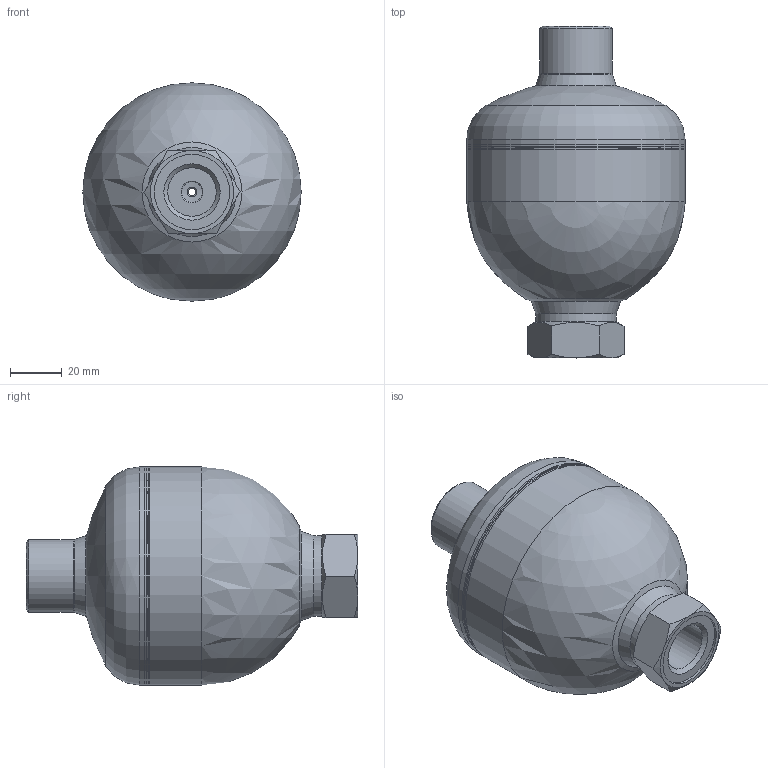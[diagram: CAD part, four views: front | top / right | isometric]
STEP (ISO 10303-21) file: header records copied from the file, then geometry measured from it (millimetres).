
FILE_DESCRIPTION((''),'2;1');
FILE_NAME('02209-01217.stp','2018-08-23T08:50:01',('M.Michel'),(''),'Autodesk Inventor 2010','Autodesk Inventor 2010','');
FILE_SCHEMA(('AUTOMOTIVE_DESIGN { 1 0 10303 214 1 1 1 1 }'));
Length unit declared in the file: millimetre
Products named in the file (6): 02209-01217; Welds_1; 42209-01215; 42202-00281; 42209-01216; 42202-01327
Assembly tree (5 placements, depth 2):
  02209-01217
    Welds_1
    42209-01215
    42202-00281
    42209-01216
    42202-01327
Bounding box: 84 x 127.68 x 84 mm (x, y, z)
Volume: 114463.5 mm3; surface area: 59909.6 mm2
Topology: 7 solids, 7 shells, 80 faces, 166 edges, 98 vertices
Faces by surface type: cone 28, bspline 14, plane 14, cylinder 13, torus 6, sphere 5
Full cylindrical faces by diameter (mm): 28 x2, 31 x2, 76 x1, 76.2 x2, 77.6 x1, 84 x5
Entity records: 2170 total; most frequent: CARTESIAN_POINT 589, DIRECTION 318, ORIENTED_EDGE 206, AXIS2_PLACEMENT_3D 156, EDGE_LOOP 148, EDGE_CURVE 103, VERTEX_POINT 91, FACE_OUTER_BOUND 80
